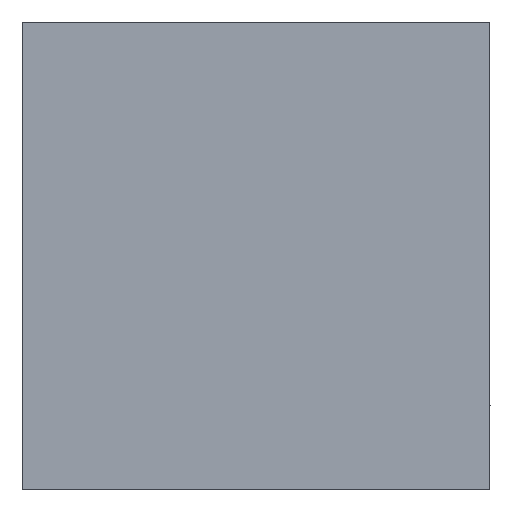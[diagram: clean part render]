
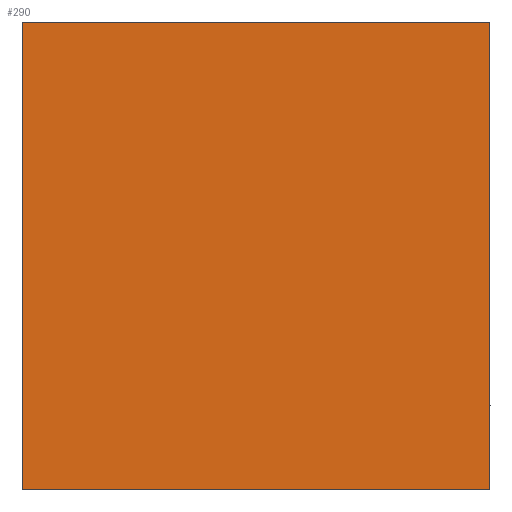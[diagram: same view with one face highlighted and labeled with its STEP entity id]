
A CAD part, left-side view. The second image highlights one B-rep face of the part: STEP entity #290.
In plain terms, the highlighted planar face has unit normal (-1, 0, 0).
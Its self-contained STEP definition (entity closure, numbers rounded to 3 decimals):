
#28=PLANE('',#338);
#42=FACE_OUTER_BOUND('',#64,.T.);
#64=EDGE_LOOP('',(#265,#266,#267,#268));
#87=LINE('',#496,#107);
#88=LINE('',#499,#108);
#90=LINE('',#503,#110);
#92=LINE('',#506,#112);
#107=VECTOR('',#415,10.);
#108=VECTOR('',#418,10.);
#110=VECTOR('',#422,10.);
#112=VECTOR('',#426,10.);
#145=VERTEX_POINT('',#492);
#146=VERTEX_POINT('',#494);
#147=VERTEX_POINT('',#498);
#148=VERTEX_POINT('',#502);
#183=EDGE_CURVE('',#145,#146,#87,.T.);
#184=EDGE_CURVE('',#146,#147,#88,.T.);
#186=EDGE_CURVE('',#147,#148,#90,.T.);
#188=EDGE_CURVE('',#148,#145,#92,.T.);
#265=ORIENTED_EDGE('',*,*,#188,.T.);
#266=ORIENTED_EDGE('',*,*,#183,.T.);
#267=ORIENTED_EDGE('',*,*,#184,.T.);
#268=ORIENTED_EDGE('',*,*,#186,.T.);
#290=ADVANCED_FACE('',(#42),#28,.F.);
#338=AXIS2_PLACEMENT_3D('',#507,#427,#428);
#415=DIRECTION('',(0.,1.,0.));
#418=DIRECTION('',(0.,0.,-1.));
#422=DIRECTION('',(0.,-1.,0.));
#426=DIRECTION('',(0.,0.,1.));
#427=DIRECTION('center_axis',(1.,0.,0.));
#428=DIRECTION('ref_axis',(0.,0.,-1.));
#492=CARTESIAN_POINT('',(-16.,-8.,16.));
#494=CARTESIAN_POINT('',(-16.,0.,16.));
#496=CARTESIAN_POINT('',(-16.,-4.,16.));
#498=CARTESIAN_POINT('',(-16.,0.,8.));
#499=CARTESIAN_POINT('',(-16.,0.,12.));
#502=CARTESIAN_POINT('',(-16.,-8.,8.));
#503=CARTESIAN_POINT('',(-16.,-4.,8.));
#506=CARTESIAN_POINT('',(-16.,-8.,12.));
#507=CARTESIAN_POINT('Origin',(-16.,-4.,12.));
